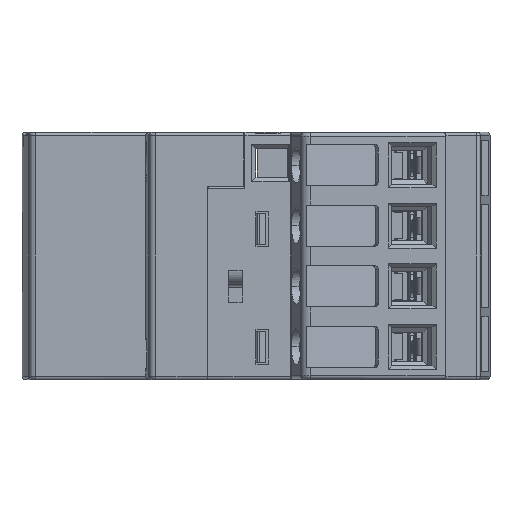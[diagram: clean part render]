
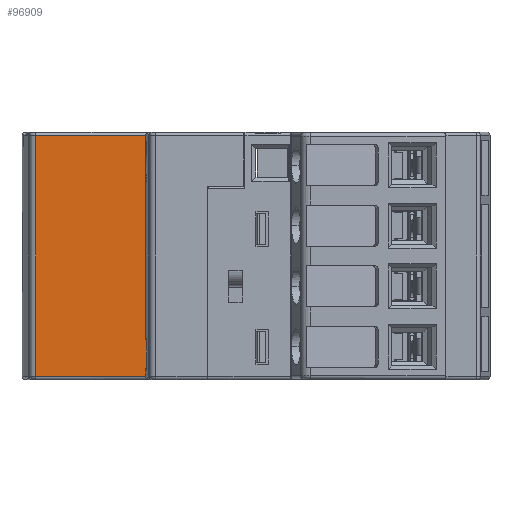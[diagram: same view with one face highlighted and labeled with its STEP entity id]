
A CAD part, left-side view. The second image highlights one B-rep face of the part: STEP entity #96909.
In plain terms, the highlighted face is planar.
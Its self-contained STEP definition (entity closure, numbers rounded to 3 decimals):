
#89591=DIRECTION('',(0.,0.,1.));
#89592=VECTOR('',#89591,16.008);
#89593=CARTESIAN_POINT('',(-17.5,-22.5,-24.958));
#89594=LINE('',#89593,#89592);
#89595=DIRECTION('',(-1.,0.,0.));
#89596=VECTOR('',#89595,29.5);
#89597=CARTESIAN_POINT('',(12.,-22.5,-8.95));
#89598=LINE('',#89597,#89596);
#89599=DIRECTION('',(0.,0.,1.));
#89600=VECTOR('',#89599,5.);
#89601=CARTESIAN_POINT('',(12.5,-22.5,-8.45));
#89602=LINE('',#89601,#89600);
#89603=DIRECTION('',(1.,0.,0.));
#89604=VECTOR('',#89603,5.5);
#89605=CARTESIAN_POINT('',(12.5,-22.5,-3.45));
#89606=LINE('',#89605,#89604);
#89607=DIRECTION('',(0.,0.,-1.));
#89608=VECTOR('',#89607,4.5);
#89609=CARTESIAN_POINT('',(18.,-22.5,-3.45));
#89610=LINE('',#89609,#89608);
#89611=DIRECTION('',(-1.,0.,0.));
#89612=VECTOR('',#89611,0.5);
#89613=CARTESIAN_POINT('',(16.5,-22.5,-6.95));
#89614=LINE('',#89613,#89612);
#89615=DIRECTION('',(-1.,0.,0.));
#89616=VECTOR('',#89615,1.);
#89617=CARTESIAN_POINT('',(17.5,-22.5,-8.95));
#89618=LINE('',#89617,#89616);
#89619=DIRECTION('',(0.,0.,-1.));
#89620=VECTOR('',#89619,16.008);
#89621=CARTESIAN_POINT('',(17.5,-22.5,-8.95));
#89622=LINE('',#89621,#89620);
#89623=DIRECTION('',(1.,0.,0.));
#89624=VECTOR('',#89623,35.);
#89625=CARTESIAN_POINT('',(-17.5,-22.5,-24.958));
#89626=LINE('',#89625,#89624);
#89627=CARTESIAN_POINT('',(12.,-22.5,-8.45));
#89628=DIRECTION('',(0.,1.,0.));
#89629=DIRECTION('',(1.,0.,0.));
#89630=AXIS2_PLACEMENT_3D('',#89627,#89628,#89629);
#89647=DIRECTION('',(0.,0.,1.));
#89648=VECTOR('',#89647,1.5);
#89649=CARTESIAN_POINT('',(16.,-22.5,-8.45));
#89650=LINE('',#89649,#89648);
#89670=CARTESIAN_POINT('',(16.5,-22.5,-8.45));
#89671=DIRECTION('',(0.,1.,0.));
#89672=DIRECTION('',(0.,0.,-1.));
#89673=AXIS2_PLACEMENT_3D('',#89670,#89671,#89672);
#89691=DIRECTION('',(0.832,0.,-0.555));
#89692=VECTOR('',#89691,1.803);
#89693=CARTESIAN_POINT('',(16.5,-22.5,-6.95));
#89694=LINE('',#89693,#89692);
#91355=CARTESIAN_POINT('',(12.5,-22.5,-3.45));
#91357=VERTEX_POINT('',#91355);
#91362=CARTESIAN_POINT('',(16.,-22.5,-6.95));
#91364=VERTEX_POINT('',#91362);
#91372=CARTESIAN_POINT('',(18.,-22.5,-3.45));
#91373=VERTEX_POINT('',#91372);
#91507=CARTESIAN_POINT('',(18.,-22.5,-7.95));
#91509=VERTEX_POINT('',#91507);
#91511=CARTESIAN_POINT('',(16.5,-22.5,-6.95));
#91513=VERTEX_POINT('',#91511);
#91829=CARTESIAN_POINT('',(16.,-22.5,-8.45));
#91831=VERTEX_POINT('',#91829);
#91833=CARTESIAN_POINT('',(16.5,-22.5,-8.95));
#91835=VERTEX_POINT('',#91833);
#91836=CARTESIAN_POINT('',(12.,-22.5,-8.95));
#91838=VERTEX_POINT('',#91836);
#91840=CARTESIAN_POINT('',(12.5,-22.5,-8.45));
#91842=VERTEX_POINT('',#91840);
#91882=CARTESIAN_POINT('',(-17.5,-22.5,-8.95));
#91883=VERTEX_POINT('',#91882);
#91891=CARTESIAN_POINT('',(-17.5,-22.5,-24.958));
#91893=VERTEX_POINT('',#91891);
#91926=CARTESIAN_POINT('',(17.5,-22.5,-8.95));
#91927=VERTEX_POINT('',#91926);
#91936=CARTESIAN_POINT('',(17.5,-22.5,-24.958));
#91938=VERTEX_POINT('',#91936);
#96880=CARTESIAN_POINT('',(-18.,-22.5,-8.95));
#96881=DIRECTION('',(0.,-1.,0.));
#96882=DIRECTION('',(0.,0.,-1.));
#96883=AXIS2_PLACEMENT_3D('',#96880,#96881,#96882);
#96884=PLANE('',#96883);
#96885=ORIENTED_EDGE('',*,*,#96872,.T.);
#96886=ORIENTED_EDGE('',*,*,#95856,.F.);
#96888=ORIENTED_EDGE('',*,*,#96887,.F.);
#96890=ORIENTED_EDGE('',*,*,#96889,.T.);
#96892=ORIENTED_EDGE('',*,*,#96891,.T.);
#96894=ORIENTED_EDGE('',*,*,#96893,.T.);
#96896=ORIENTED_EDGE('',*,*,#96895,.F.);
#96898=ORIENTED_EDGE('',*,*,#96897,.T.);
#96900=ORIENTED_EDGE('',*,*,#96899,.F.);
#96902=ORIENTED_EDGE('',*,*,#96901,.F.);
#96903=ORIENTED_EDGE('',*,*,#95848,.F.);
#96905=ORIENTED_EDGE('',*,*,#96904,.T.);
#96906=ORIENTED_EDGE('',*,*,#96846,.F.);
#96907=EDGE_LOOP('',(#96885,#96886,#96888,#96890,#96892,#96894,#96896,#96898,
#96900,#96902,#96903,#96905,#96906));
#96908=FACE_OUTER_BOUND('',#96907,.F.);
#96909=ADVANCED_FACE('',(#96908),#96884,.T.);
#89631=CIRCLE('',#89630,0.5);
#89674=CIRCLE('',#89673,0.5);
#95848=EDGE_CURVE('',#91927,#91835,#89618,.T.);
#95856=EDGE_CURVE('',#91838,#91883,#89598,.T.);
#96846=EDGE_CURVE('',#91893,#91938,#89626,.T.);
#96872=EDGE_CURVE('',#91893,#91883,#89594,.T.);
#96887=EDGE_CURVE('',#91842,#91838,#89631,.T.);
#96889=EDGE_CURVE('',#91842,#91357,#89602,.T.);
#96891=EDGE_CURVE('',#91357,#91373,#89606,.T.);
#96893=EDGE_CURVE('',#91373,#91509,#89610,.T.);
#96895=EDGE_CURVE('',#91513,#91509,#89694,.T.);
#96897=EDGE_CURVE('',#91513,#91364,#89614,.T.);
#96899=EDGE_CURVE('',#91831,#91364,#89650,.T.);
#96901=EDGE_CURVE('',#91835,#91831,#89674,.T.);
#96904=EDGE_CURVE('',#91927,#91938,#89622,.T.);
